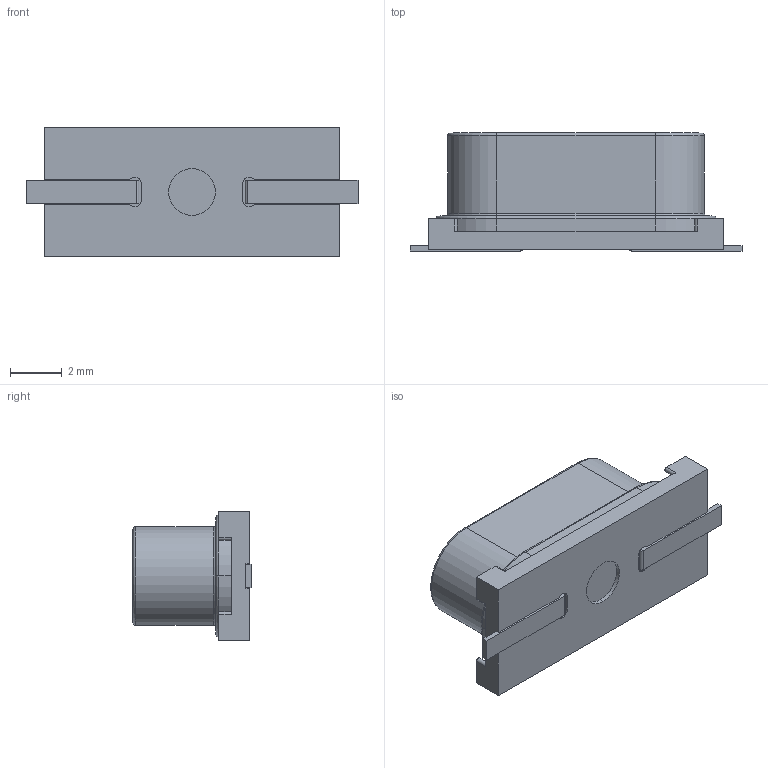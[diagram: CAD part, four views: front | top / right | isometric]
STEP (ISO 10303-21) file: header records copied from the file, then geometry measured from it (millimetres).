
FILE_DESCRIPTION (( 'STEP AP214' ), '1' );
FILE_NAME ('User Library-Precision_CSM-7.STEP', '2015-04-11T23:52:27', ( 'Windows User' ), ( '' ), 'SwSTEP 2.0', 'SolidWorks 2015', '' );
FILE_SCHEMA (( 'AUTOMOTIVE_DESIGN' ));
Length unit declared in the file: millimetre
Products named in the file (1): User Library-Precision_CSM-7
Bounding box: 12.8 x 4.55 x 5 mm (x, y, z)
Volume: 179.4 mm3; surface area: 244.9 mm2
Topology: 1 solids, 1 shells, 137 faces, 363 edges, 236 vertices
Faces by surface type: plane 69, cylinder 36, bspline 24, torus 8
Entity records: 6914 total; most frequent: CARTESIAN_POINT 2101, ORIENTED_EDGE 726, DIRECTION 617, EDGE_CURVE 363, VERTEX_POINT 236, VECTOR 233, LINE 233, AXIS2_PLACEMENT_3D 192
